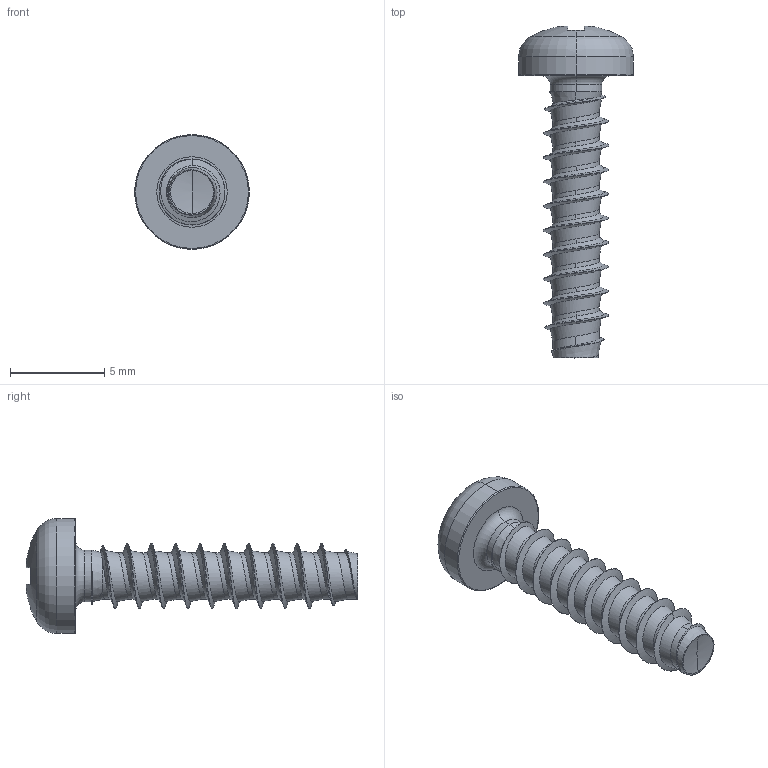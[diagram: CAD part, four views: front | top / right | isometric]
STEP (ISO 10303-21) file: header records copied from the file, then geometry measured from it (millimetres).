
FILE_DESCRIPTION (( 'STEP AP203' ), '1' );
FILE_NAME ('STP220350150.STEP', '2017-08-15T02:55:09', ( '' ), ( '' ), 'SwSTEP 2.0', 'SolidWorks 2015', '' );
FILE_SCHEMA (( 'CONFIG_CONTROL_DESIGN' ));
Length unit declared in the file: millimetre
Products named in the file (1): STP220350150
Bounding box: 6.1 x 17.63 x 6.1 mm (x, y, z)
Volume: 139.5 mm3; surface area: 288.7 mm2
Topology: 1 solids, 1 shells, 196 faces, 475 edges, 281 vertices
Faces by surface type: bspline 55, cylinder 47, torus 36, plane 30, sphere 20, cone 8
Entity records: 23115 total; most frequent: CARTESIAN_POINT 18995, ORIENTED_EDGE 946, DIRECTION 749, EDGE_CURVE 473, AXIS2_PLACEMENT_3D 329, VERTEX_POINT 281, EDGE_LOOP 198, ADVANCED_FACE 196
